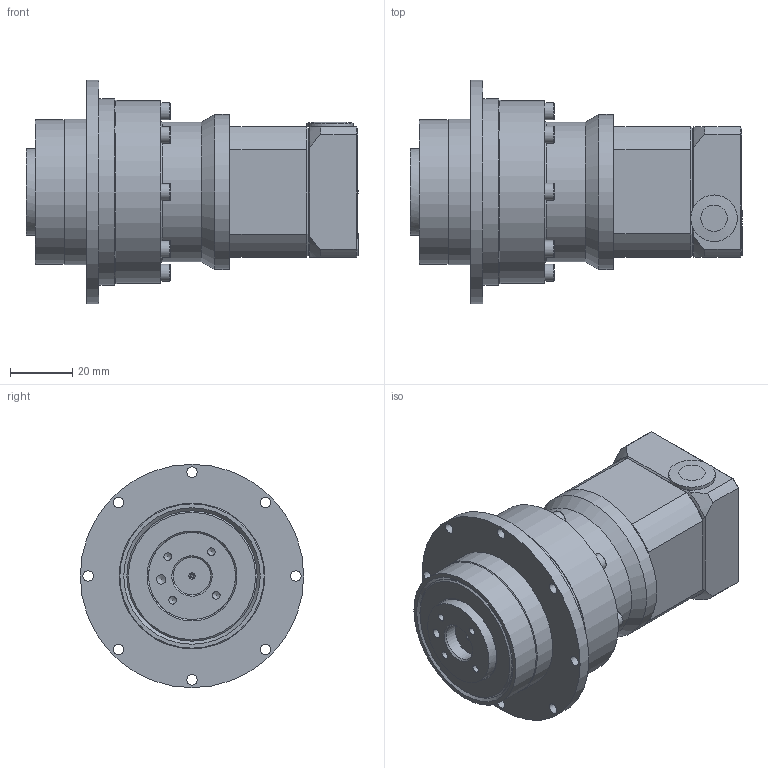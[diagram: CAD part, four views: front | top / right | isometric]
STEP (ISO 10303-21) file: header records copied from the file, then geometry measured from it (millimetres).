
FILE_DESCRIPTION(/* description */ (''),/* implementation_level */ '2;1');
FILE_NAME(/* name */ 'NF04700A2-042A.stp',/* time_stamp */ '2018-11-19T12:06:43+09:00',/* author */ ('Y.J.JI'),/* organization */ (''),/* preprocessor_version */ 'ST-DEVELOPER v15.6',/* originating_system */ 'Autodesk Inventor 2015',/* authorisation */ '');
FILE_SCHEMA (('AUTOMOTIVE_DESIGN { 1 0 10303 214 3 1 1 }'));
Length unit declared in the file: millimetre
Products named in the file (1): NF04700A2-042A
Bounding box: 107 x 72 x 72 mm (x, y, z)
Volume: 136840.9 mm3; surface area: 50240.4 mm2
Topology: 2 solids, 24 shells, 455 faces, 1072 edges, 676 vertices
Faces by surface type: plane 209, cylinder 122, cone 93, torus 27, sphere 4
Full cylindrical faces by diameter (mm): 1 x1, 2.459 x17, 3 x14, 3.242 x4, 3.4 x25, 5.5 x13, 6 x8, 7 x1, 8 x1, 8.5 x1, 11 x1, 12 x1, 13 x1, 15 x1, 27 x2, 28 x3, 30 x1, 33 x1, 34.82 x1, 37 x1, 39 x1, 42 x2, 45 x1, 46.5 x1, 47 x1, 50 x1, 59 x1, 60 x1, 72 x1
Entity records: 11575 total; most frequent: CARTESIAN_POINT 2213, DIRECTION 1912, ORIENTED_EDGE 1552, AXIS2_PLACEMENT_3D 817, EDGE_CURVE 776, EDGE_LOOP 722, VERTEX_POINT 581, FACE_OUTER_BOUND 455
